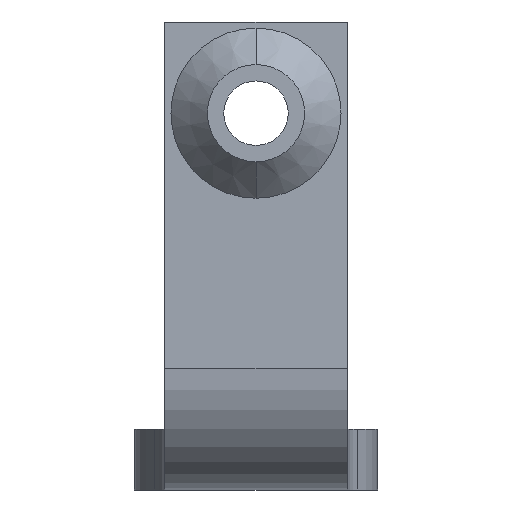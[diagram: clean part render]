
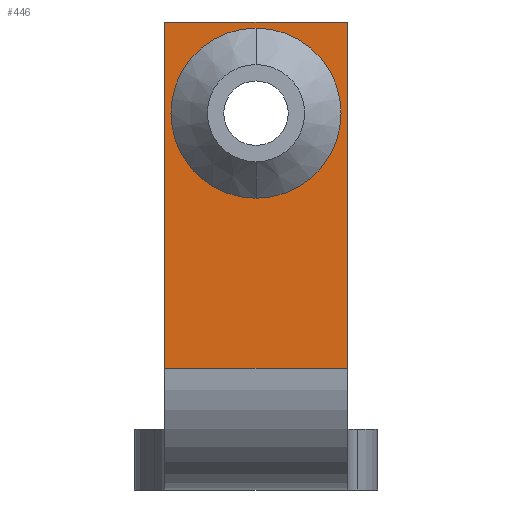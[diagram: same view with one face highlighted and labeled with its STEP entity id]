
A CAD part, front view. The second image highlights one B-rep face of the part: STEP entity #446.
In plain terms, the highlighted planar face has unit normal (0, -1, 0).
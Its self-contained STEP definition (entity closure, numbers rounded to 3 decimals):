
#1 = CARTESIAN_POINT ( 'NONE',  ( 7.5, -2.5, -11.75 ) ) ;
#10 = AXIS2_PLACEMENT_3D ( 'NONE', #806, #104, #414 ) ;
#26 = CARTESIAN_POINT ( 'NONE',  ( 0., -2.5, 9.25 ) ) ;
#36 = EDGE_CURVE ( 'NONE', #57, #762, #373, .T. ) ;
#57 = VERTEX_POINT ( 'NONE', #572 ) ;
#69 = LINE ( 'NONE', #1, #749 ) ;
#104 = DIRECTION ( 'NONE',  ( 0., -1., 0. ) ) ;
#122 = VERTEX_POINT ( 'NONE', #731 ) ;
#140 = CARTESIAN_POINT ( 'NONE',  ( -7.5, -2.5, 16.75 ) ) ;
#143 = CARTESIAN_POINT ( 'NONE',  ( 7.5, -2.5, 16.75 ) ) ;
#169 = FACE_BOUND ( 'NONE', #524, .T. ) ;
#172 = DIRECTION ( 'NONE',  ( 0., 0., 1. ) ) ;
#173 = VECTOR ( 'NONE', #172, 1000. ) ;
#211 = ORIENTED_EDGE ( 'NONE', *, *, #370, .T. ) ;
#217 = CARTESIAN_POINT ( 'NONE',  ( 0., -2.5, 2.25 ) ) ;
#227 = DIRECTION ( 'NONE',  ( 0., 1., 0. ) ) ;
#240 = AXIS2_PLACEMENT_3D ( 'NONE', #362, #665, #490 ) ;
#257 = DIRECTION ( 'NONE',  ( 1., 0., 0. ) ) ;
#281 = CIRCLE ( 'NONE', #745, 7. ) ;
#284 = DIRECTION ( 'NONE',  ( 0., 0., -1. ) ) ;
#295 = FACE_OUTER_BOUND ( 'NONE', #419, .T. ) ;
#343 = VERTEX_POINT ( 'NONE', #217 ) ;
#351 = CARTESIAN_POINT ( 'NONE',  ( 7.5, -2.5, 0. ) ) ;
#362 = CARTESIAN_POINT ( 'NONE',  ( 0., -2.5, 9.25 ) ) ;
#370 = EDGE_CURVE ( 'NONE', #343, #122, #281, .T. ) ;
#373 = LINE ( 'NONE', #624, #407 ) ;
#379 = EDGE_CURVE ( 'NONE', #796, #762, #479, .T. ) ;
#381 = CIRCLE ( 'NONE', #240, 7. ) ;
#385 = DIRECTION ( 'NONE',  ( 0., 0., 1. ) ) ;
#388 = DIRECTION ( 'NONE',  ( -1., 0., 0. ) ) ;
#399 = ORIENTED_EDGE ( 'NONE', *, *, #454, .T. ) ;
#403 = EDGE_CURVE ( 'NONE', #122, #343, #381, .T. ) ;
#407 = VECTOR ( 'NONE', #385, 1000. ) ;
#414 = DIRECTION ( 'NONE',  ( 0., 0., -1. ) ) ;
#419 = EDGE_LOOP ( 'NONE', ( #438, #541, #399, #786 ) ) ;
#438 = ORIENTED_EDGE ( 'NONE', *, *, #36, .F. ) ;
#446 = ADVANCED_FACE ( 'NONE', ( #169, #295 ), #485, .T. ) ;
#454 = EDGE_CURVE ( 'NONE', #773, #796, #678, .T. ) ;
#469 = CARTESIAN_POINT ( 'NONE',  ( 7.5, -2.5, -11.75 ) ) ;
#479 = LINE ( 'NONE', #143, #610 ) ;
#485 = PLANE ( 'NONE',  #10 ) ;
#490 = DIRECTION ( 'NONE',  ( 0., 0., -1. ) ) ;
#524 = EDGE_LOOP ( 'NONE', ( #693, #211 ) ) ;
#541 = ORIENTED_EDGE ( 'NONE', *, *, #680, .T. ) ;
#572 = CARTESIAN_POINT ( 'NONE',  ( -7.5, -2.5, -11.75 ) ) ;
#610 = VECTOR ( 'NONE', #388, 1000. ) ;
#624 = CARTESIAN_POINT ( 'NONE',  ( -7.5, -2.5, 0. ) ) ;
#665 = DIRECTION ( 'NONE',  ( 0., 1., 0. ) ) ;
#678 = LINE ( 'NONE', #351, #173 ) ;
#680 = EDGE_CURVE ( 'NONE', #57, #773, #69, .T. ) ;
#693 = ORIENTED_EDGE ( 'NONE', *, *, #403, .T. ) ;
#717 = CARTESIAN_POINT ( 'NONE',  ( 7.5, -2.5, 16.75 ) ) ;
#731 = CARTESIAN_POINT ( 'NONE',  ( 0., -2.5, 16.25 ) ) ;
#745 = AXIS2_PLACEMENT_3D ( 'NONE', #26, #227, #284 ) ;
#749 = VECTOR ( 'NONE', #257, 1000. ) ;
#762 = VERTEX_POINT ( 'NONE', #140 ) ;
#773 = VERTEX_POINT ( 'NONE', #469 ) ;
#786 = ORIENTED_EDGE ( 'NONE', *, *, #379, .T. ) ;
#796 = VERTEX_POINT ( 'NONE', #717 ) ;
#806 = CARTESIAN_POINT ( 'NONE',  ( 7.5, -2.5, 0. ) ) ;
